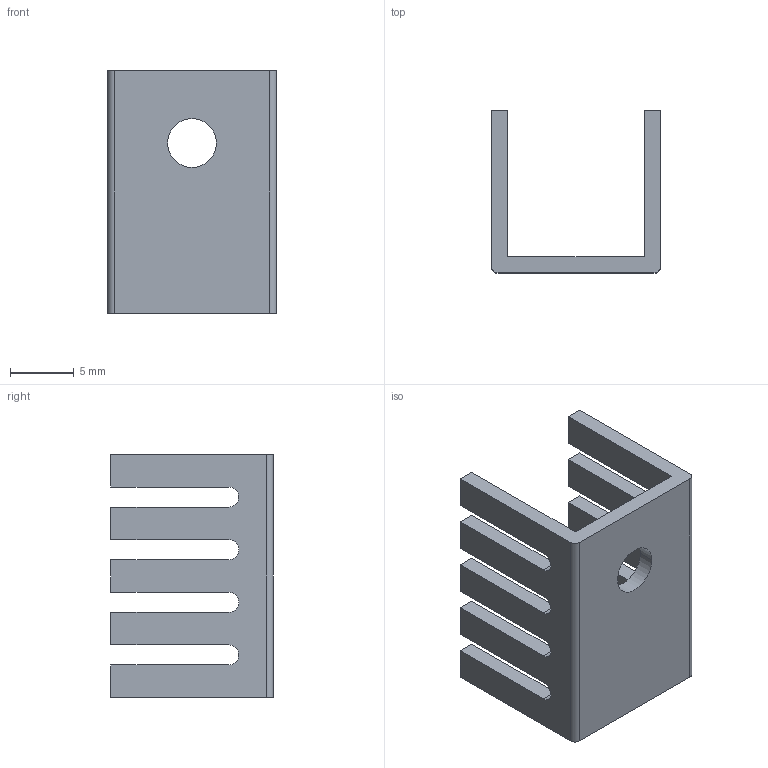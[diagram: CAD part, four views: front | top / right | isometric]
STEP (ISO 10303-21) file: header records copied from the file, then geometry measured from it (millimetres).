
FILE_DESCRIPTION((''),'2;1');
FILE_NAME('AAVID_577202B00000G_Heatsink.stp','2019-03-13T09:48:40',('XPMUser'),(''),'Autodesk Inventor (tm) 5.3','Autodesk Inventor (tm) 5.3','');
FILE_SCHEMA(('AUTOMOTIVE_DESIGN { 1 2 10303 214 0 1 1 1 }'));
Length unit declared in the file: millimetre
Products named in the file (1): Heatsink
Bounding box: 13.2 x 12.7 x 19 mm (x, y, z)
Volume: 696.2 mm3; surface area: 1442.7 mm2
Topology: 1 solids, 1 shells, 62 faces, 180 edges, 120 vertices
Faces by surface type: plane 42, cylinder 20
Entity records: 2071 total; most frequent: CARTESIAN_POINT 363, ORIENTED_EDGE 360, DIRECTION 346, EDGE_CURVE 180, VECTOR 140, LINE 140, VERTEX_POINT 120, AXIS2_PLACEMENT_3D 103
